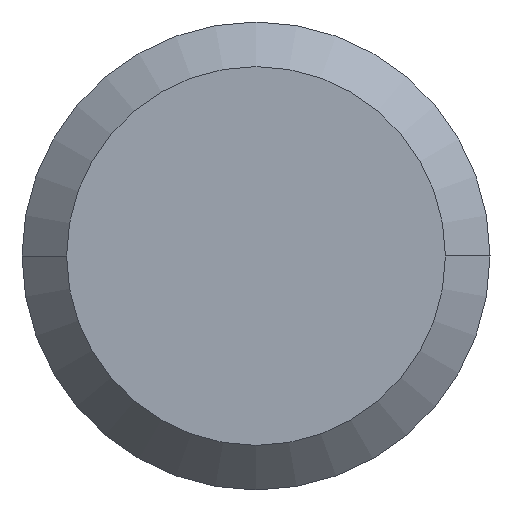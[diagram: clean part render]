
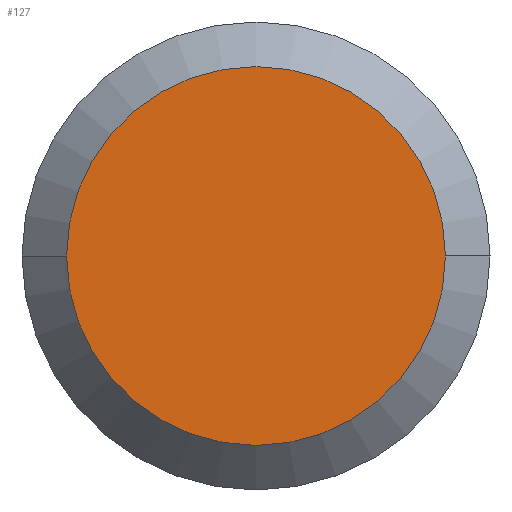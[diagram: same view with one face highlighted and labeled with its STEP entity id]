
A CAD part, left-side view. The second image highlights one B-rep face of the part: STEP entity #127.
In plain terms, the highlighted planar face has unit normal (-1, 0, 0).
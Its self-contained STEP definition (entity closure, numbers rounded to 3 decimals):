
#4 = VERTEX_POINT ( 'NONE', #5 ) ;
#5 = CARTESIAN_POINT ( 'NONE',  ( 0., 3.238, 0. ) ) ;
#10 = ORIENTED_EDGE ( 'NONE', *, *, #338, .F. ) ;
#76 = AXIS2_PLACEMENT_3D ( 'NONE', #216, #431, #467 ) ;
#89 = ORIENTED_EDGE ( 'NONE', *, *, #351, .F. ) ;
#127 = ADVANCED_FACE ( 'NONE', ( #275 ), #245, .T. ) ;
#165 = CARTESIAN_POINT ( 'NONE',  ( 0., 0., 0. ) ) ;
#171 = DIRECTION ( 'NONE',  ( 0., 1., 0. ) ) ;
#177 = CARTESIAN_POINT ( 'NONE',  ( 0., -3.238, 0. ) ) ;
#191 = CIRCLE ( 'NONE', #284, 3.238 ) ;
#196 = EDGE_LOOP ( 'NONE', ( #89, #10 ) ) ;
#216 = CARTESIAN_POINT ( 'NONE',  ( 0., 0., 0. ) ) ;
#245 = PLANE ( 'NONE',  #571 ) ;
#250 = DIRECTION ( 'NONE',  ( -1., 0., 0. ) ) ;
#251 = CIRCLE ( 'NONE', #76, 3.238 ) ;
#275 = FACE_OUTER_BOUND ( 'NONE', #196, .T. ) ;
#284 = AXIS2_PLACEMENT_3D ( 'NONE', #165, #489, #171 ) ;
#330 = CARTESIAN_POINT ( 'NONE',  ( 0., 0., 0. ) ) ;
#337 = DIRECTION ( 'NONE',  ( 0., -1., 0. ) ) ;
#338 = EDGE_CURVE ( 'NONE', #472, #4, #251, .T. ) ;
#351 = EDGE_CURVE ( 'NONE', #4, #472, #191, .T. ) ;
#431 = DIRECTION ( 'NONE',  ( 1., 0., 0. ) ) ;
#467 = DIRECTION ( 'NONE',  ( 0., 1., 0. ) ) ;
#472 = VERTEX_POINT ( 'NONE', #177 ) ;
#489 = DIRECTION ( 'NONE',  ( 1., 0., 0. ) ) ;
#571 = AXIS2_PLACEMENT_3D ( 'NONE', #330, #250, #337 ) ;
